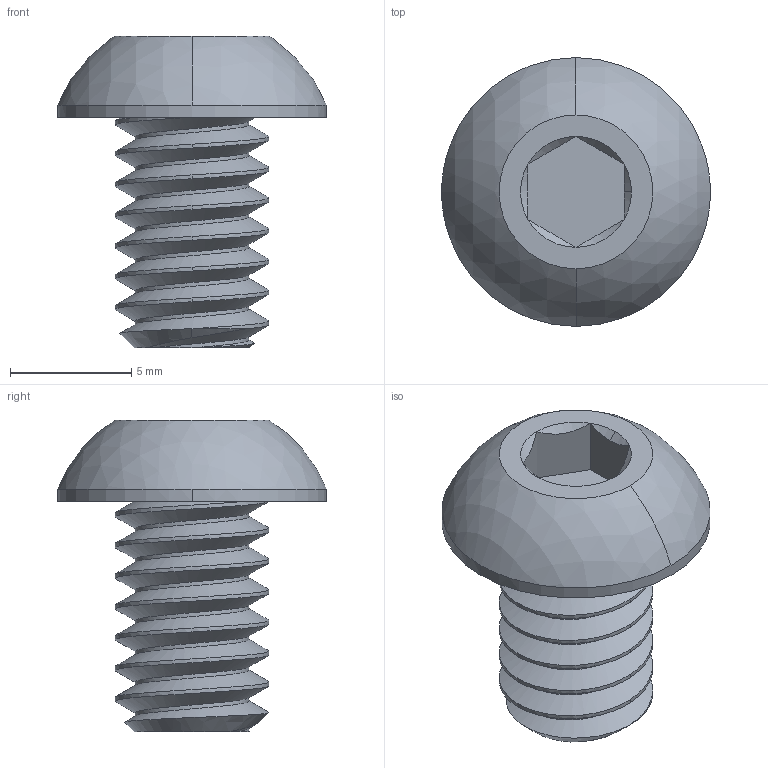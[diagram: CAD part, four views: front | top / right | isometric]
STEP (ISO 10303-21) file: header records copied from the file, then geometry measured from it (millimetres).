
FILE_DESCRIPTION (( 'STEP AP203' ), '1' );
FILE_NAME ('91255A535_Button Head Hex Drive Screw.STEP', '2021-07-08T22:48:02', ( 'Administrator' ), ( 'Managed by Terraform' ), 'SwSTEP 2.0', 'SolidWorks 2017', '' );
FILE_SCHEMA (( 'CONFIG_CONTROL_DESIGN' ));
Length unit declared in the file: inch
Products named in the file (1): 91255A535_Button Head Hex Drive Screw
Bounding box: 11.1 x 11.1 x 12.88 mm (x, y, z)
Volume: 434 mm3; surface area: 639.3 mm2
Topology: 2 solids, 2 shells, 47 faces, 110 edges, 69 vertices
Faces by surface type: cylinder 16, plane 12, cone 10, bspline 7, sphere 2
Entity records: 3962 total; most frequent: CARTESIAN_POINT 2971, ORIENTED_EDGE 220, DIRECTION 154, EDGE_CURVE 110, VERTEX_POINT 69, AXIS2_PLACEMENT_3D 62, EDGE_LOOP 49, ADVANCED_FACE 47
